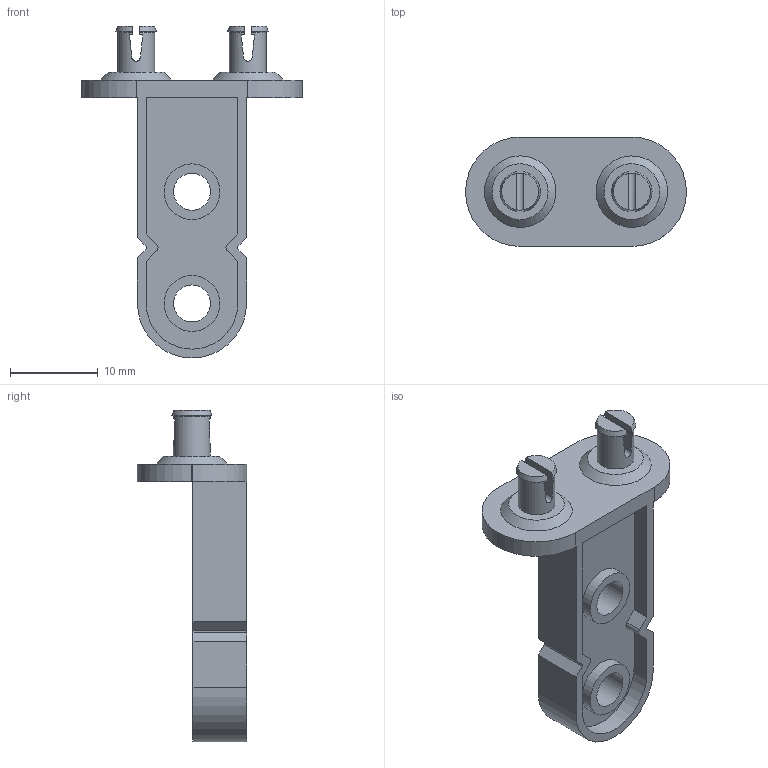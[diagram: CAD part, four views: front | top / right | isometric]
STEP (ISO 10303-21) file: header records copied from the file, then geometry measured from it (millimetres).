
FILE_DESCRIPTION((''),'2;1');
FILE_NAME('228-2500-131 Rev4.stp','2014-01-15T17:17:25',('jessica_knerr'),(''),'Autodesk Inventor 2013','Autodesk Inventor 2013','');
FILE_SCHEMA(('AUTOMOTIVE_DESIGN { 1 0 10303 214 1 1 1 1 }'));
Length unit declared in the file: millimetre
Products named in the file (1): 228-2500-131 Rev4
Bounding box: 25.1 x 12.43 x 37.74 mm (x, y, z)
Volume: 1748.9 mm3; surface area: 2411.6 mm2
Topology: 1 solids, 1 shells, 89 faces, 235 edges, 157 vertices
Faces by surface type: plane 56, cylinder 23, cone 10
Full cylindrical faces by diameter (mm): 4.2 x4, 6.35 x4
Entity records: 2792 total; most frequent: CARTESIAN_POINT 566, DIRECTION 454, ORIENTED_EDGE 444, EDGE_CURVE 222, AXIS2_PLACEMENT_3D 162, VERTEX_POINT 154, VECTOR 130, LINE 130
